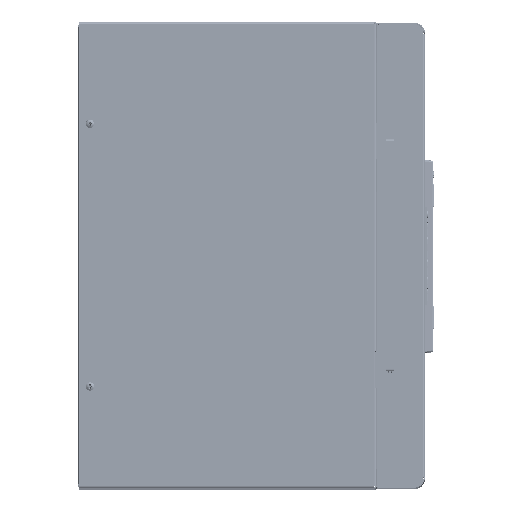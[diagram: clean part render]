
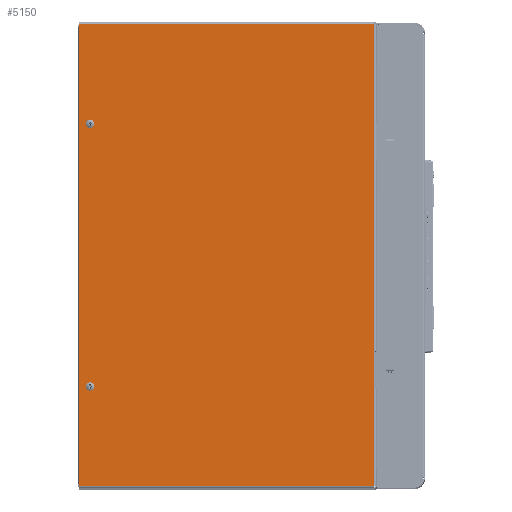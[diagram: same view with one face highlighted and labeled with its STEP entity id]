
A CAD part, top view. The second image highlights one B-rep face of the part: STEP entity #5150.
In plain terms, the highlighted planar face has unit normal (0, 0, 1).
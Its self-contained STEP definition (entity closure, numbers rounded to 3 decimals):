
#5150=ADVANCED_FACE('',(#145541,#145543,#145545),#145547,.F.);
#145541=FACE_BOUND('',#145542,.T.);
#145542=EDGE_LOOP('',(#270388,#270389,#270390,#270391));
#145543=FACE_BOUND('',#145544,.T.);
#145544=EDGE_LOOP('',(#270392));
#145545=FACE_BOUND('',#145546,.T.);
#145546=EDGE_LOOP('',(#270393));
#145547=PLANE('',#145548);
#145548=AXIS2_PLACEMENT_3D('',#145549,#145550,#145551);
#145549=CARTESIAN_POINT('',(26.,0.,379.));
#145550=DIRECTION('',(0.,0.,-1.));
#145551=DIRECTION('',(0.,1.,0.));
#270388=ORIENTED_EDGE('',*,*,#360706,.F.);
#270389=ORIENTED_EDGE('',*,*,#360404,.T.);
#270390=ORIENTED_EDGE('',*,*,#360707,.T.);
#270391=ORIENTED_EDGE('',*,*,#360342,.T.);
#270392=ORIENTED_EDGE('',*,*,#360708,.F.);
#270393=ORIENTED_EDGE('',*,*,#360709,.F.);
#360342=EDGE_CURVE('',#406272,#406270,#406273,.T.);
#360404=EDGE_CURVE('',#406360,#406358,#406361,.T.);
#360706=EDGE_CURVE('',#406360,#406270,#406886,.T.);
#360707=EDGE_CURVE('',#406358,#406272,#406887,.T.);
#360708=EDGE_CURVE('',#406888,#406888,#406889,.F.);
#360709=EDGE_CURVE('',#406890,#406890,#406891,.F.);
#406270=VERTEX_POINT('',#486861);
#406272=VERTEX_POINT('',#486866);
#406273=LINE('',#486867,#486868);
#406358=VERTEX_POINT('',#487088);
#406360=VERTEX_POINT('',#487093);
#406361=LINE('',#487094,#487095);
#406886=LINE('',#488999,#489000);
#406887=LINE('',#489002,#489003);
#406888=VERTEX_POINT('',#489005);
#406889=CIRCLE('',#489006,3.5);
#406890=VERTEX_POINT('',#489010);
#406891=CIRCLE('',#489011,3.5);
#486861=CARTESIAN_POINT('',(1.,191.5,379.));
#486866=CARTESIAN_POINT('',(246.,191.5,379.));
#486867=CARTESIAN_POINT('',(246.,191.5,379.));
#486868=VECTOR('',#486869,1.);
#486869=DIRECTION('',(-1.,0.,0.));
#487088=CARTESIAN_POINT('',(246.,-191.5,379.));
#487093=CARTESIAN_POINT('',(1.,-191.5,379.));
#487094=CARTESIAN_POINT('',(1.,-191.5,379.));
#487095=VECTOR('',#487096,1.);
#487096=DIRECTION('',(1.,0.,0.));
#488999=CARTESIAN_POINT('',(1.,-191.5,379.));
#489000=VECTOR('',#489001,1.);
#489001=DIRECTION('',(0.,1.,0.));
#489002=CARTESIAN_POINT('',(246.,-191.5,379.));
#489003=VECTOR('',#489004,1.);
#489004=DIRECTION('',(0.,1.,0.));
#489005=CARTESIAN_POINT('',(13.5,109.,379.));
#489006=AXIS2_PLACEMENT_3D('',#489007,#489008,#489009);
#489007=CARTESIAN_POINT('',(10.,109.,379.));
#489008=DIRECTION('',(0.,0.,-1.));
#489009=DIRECTION('',(1.,0.,0.));
#489010=CARTESIAN_POINT('',(13.5,-109.,379.));
#489011=AXIS2_PLACEMENT_3D('',#489012,#489013,#489014);
#489012=CARTESIAN_POINT('',(10.,-109.,379.));
#489013=DIRECTION('',(0.,0.,-1.));
#489014=DIRECTION('',(1.,0.,0.));
